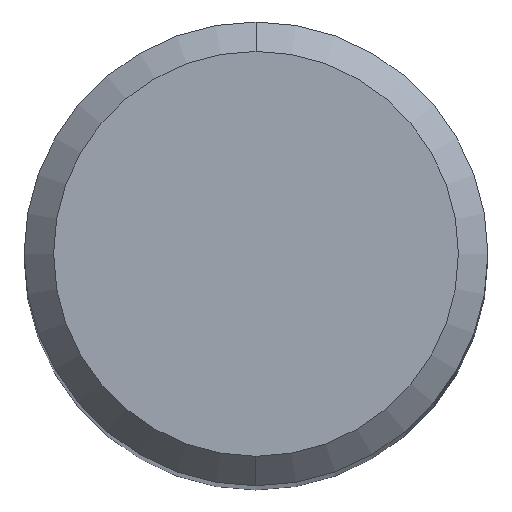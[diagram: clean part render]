
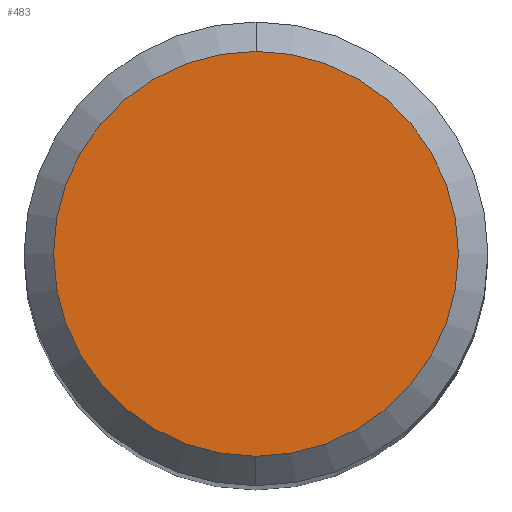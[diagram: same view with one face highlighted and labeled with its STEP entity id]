
A CAD part, top view. The second image highlights one B-rep face of the part: STEP entity #483.
In plain terms, the highlighted planar face has unit normal (0, 0, 1).
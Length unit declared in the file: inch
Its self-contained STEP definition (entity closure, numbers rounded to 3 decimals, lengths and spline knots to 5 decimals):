
#13 = DIRECTION ( 'NONE',  ( 0., 0., -1. ) ) ;
#51 = AXIS2_PLACEMENT_3D ( 'NONE', #412, #488, #270 ) ;
#55 = EDGE_LOOP ( 'NONE', ( #429, #92 ) ) ;
#81 = CARTESIAN_POINT ( 'NONE',  ( 0., 0.1031, 0. ) ) ;
#92 = ORIENTED_EDGE ( 'NONE', *, *, #500, .T. ) ;
#94 = PLANE ( 'NONE',  #408 ) ;
#123 = CIRCLE ( 'NONE', #51, 0.1031 ) ;
#137 = DIRECTION ( 'NONE',  ( 0., 1., 0. ) ) ;
#138 = CARTESIAN_POINT ( 'NONE',  ( 0., 0.1031, 0. ) ) ;
#161 = EDGE_CURVE ( 'NONE', #460, #180, #551, .T. ) ;
#180 = VERTEX_POINT ( 'NONE', #200 ) ;
#200 = CARTESIAN_POINT ( 'NONE',  ( 0., -0.1031, 0. ) ) ;
#270 = DIRECTION ( 'NONE',  ( 0., -1., 0. ) ) ;
#345 = AXIS2_PLACEMENT_3D ( 'NONE', #565, #554, #469 ) ;
#353 = FACE_OUTER_BOUND ( 'NONE', #55, .T. ) ;
#408 = AXIS2_PLACEMENT_3D ( 'NONE', #138, #13, #137 ) ;
#412 = CARTESIAN_POINT ( 'NONE',  ( 0., 0., 0. ) ) ;
#429 = ORIENTED_EDGE ( 'NONE', *, *, #161, .T. ) ;
#460 = VERTEX_POINT ( 'NONE', #81 ) ;
#469 = DIRECTION ( 'NONE',  ( 0., -1., 0. ) ) ;
#483 = ADVANCED_FACE ( 'NONE', ( #353 ), #94, .F. ) ;
#488 = DIRECTION ( 'NONE',  ( 0., 0., 1. ) ) ;
#500 = EDGE_CURVE ( 'NONE', #180, #460, #123, .T. ) ;
#551 = CIRCLE ( 'NONE', #345, 0.1031 ) ;
#554 = DIRECTION ( 'NONE',  ( 0., 0., 1. ) ) ;
#565 = CARTESIAN_POINT ( 'NONE',  ( 0., 0., 0. ) ) ;
